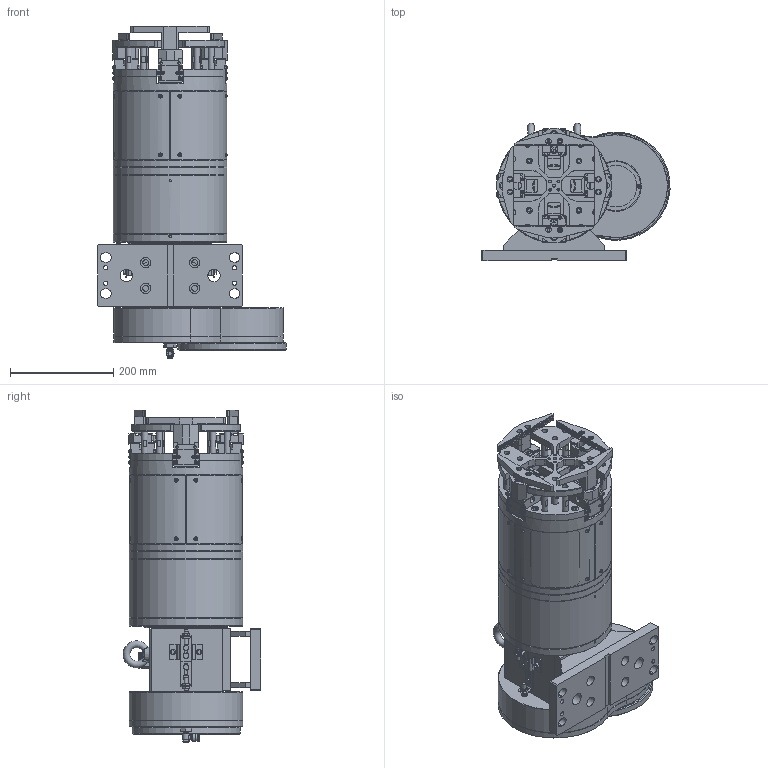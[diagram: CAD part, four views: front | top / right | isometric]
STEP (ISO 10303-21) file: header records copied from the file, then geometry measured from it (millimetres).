
FILE_DESCRIPTION(('FreeCAD Model'),'2;1');
FILE_NAME('Open CASCADE Shape Model','2025-05-02T16:07:19',('FreeCAD'),( 'FreeCAD'),'Open CASCADE STEP processor 7.6','FreeCAD','Unknown');
FILE_SCHEMA(('AUTOMOTIVE_DESIGN { 1 0 10303 214 1 1 1 1 }'));
Products named in the file (1): Open CASCADE STEP translator 7.6 1
Bounding box: 364.81 x 267 x 644 mm (x, y, z)
Volume: 595815.4 mm3; surface area: 1286368.9 mm2
Topology: 2 solids, 316 shells, 2082 faces, 8142 edges, 6164 vertices
Faces by surface type: plane 1508, cylinder 295, cone 162, sphere 65, torus 26, bspline 26
Full cylindrical faces by diameter (mm): 4 x3, 4.2 x1, 5 x24, 5.3 x3, 6 x5, 6.8 x5, 7 x4, 8 x10, 8.5 x4, 9 x1, 9.728 x1, 10 x10, 10.5 x4, 10.6 x1, 11 x19, 11.6 x4, 12 x15, 13 x4, 13.702 x1, 13.8 x3, 14.4 x2, 15 x22, 18.5 x1, 20 x5, 24 x2, 30 x2, 50 x1, 97 x1, 110 x1, 122 x1
Entity records: 103546 total; most frequent: CARTESIAN_POINT 36871, DIRECTION 13138, ORIENTED_EDGE 11623, EDGE_CURVE 8122, VERTEX_POINT 6164, LINE 4998, VECTOR 4998, AXIS2_PLACEMENT_3D 4070
